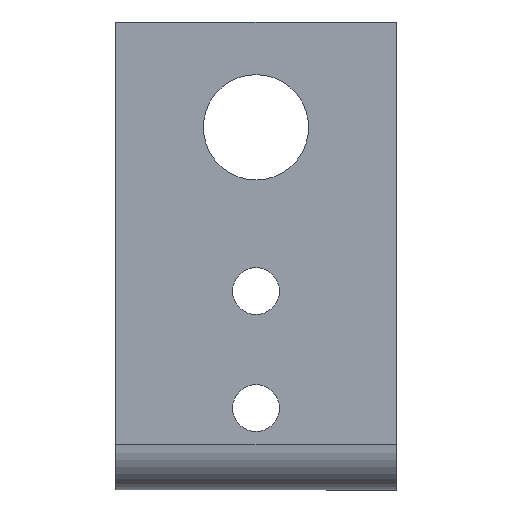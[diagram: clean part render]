
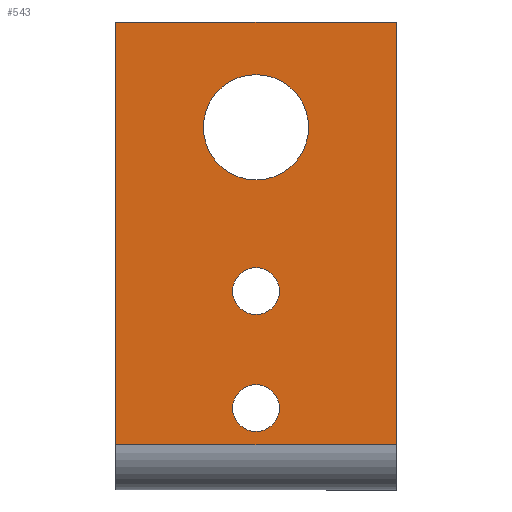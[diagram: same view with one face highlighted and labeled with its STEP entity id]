
A CAD part, left-side view. The second image highlights one B-rep face of the part: STEP entity #543.
In plain terms, the highlighted planar face has unit normal (-1, 0, 0).
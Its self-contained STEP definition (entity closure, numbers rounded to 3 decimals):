
#16 = CARTESIAN_POINT ( 'NONE',  ( 0., 12., 0.737 ) ) ;
#27 = DIRECTION ( 'NONE',  ( 0., 0., -1. ) ) ;
#33 = DIRECTION ( 'NONE',  ( 1., 0., 0. ) ) ;
#38 = EDGE_LOOP ( 'NONE', ( #394, #961 ) ) ;
#52 = EDGE_LOOP ( 'NONE', ( #279, #338 ) ) ;
#59 = AXIS2_PLACEMENT_3D ( 'NONE', #419, #322, #786 ) ;
#73 = CARTESIAN_POINT ( 'NONE',  ( 0., 6., 16.55 ) ) ;
#80 = AXIS2_PLACEMENT_3D ( 'NONE', #1107, #217, #967 ) ;
#102 = DIRECTION ( 'NONE',  ( 0., 0., -1. ) ) ;
#110 = CARTESIAN_POINT ( 'NONE',  ( 0., 0., 18.8 ) ) ;
#118 = ORIENTED_EDGE ( 'NONE', *, *, #663, .F. ) ;
#130 = DIRECTION ( 'NONE',  ( 0., 0., 1. ) ) ;
#147 = CARTESIAN_POINT ( 'NONE',  ( 0., 6., 12.05 ) ) ;
#175 = CIRCLE ( 'NONE', #970, 1. ) ;
#192 = DIRECTION ( 'NONE',  ( 1., 0., 0. ) ) ;
#195 = CARTESIAN_POINT ( 'NONE',  ( 0., 6., 8.3 ) ) ;
#207 = ORIENTED_EDGE ( 'NONE', *, *, #1061, .T. ) ;
#217 = DIRECTION ( 'NONE',  ( 1., 0., 0. ) ) ;
#221 = VERTEX_POINT ( 'NONE', #147 ) ;
#230 = ORIENTED_EDGE ( 'NONE', *, *, #1114, .T. ) ;
#256 = FACE_OUTER_BOUND ( 'NONE', #483, .T. ) ;
#267 = CARTESIAN_POINT ( 'NONE',  ( 0., 6., 2.3 ) ) ;
#279 = ORIENTED_EDGE ( 'NONE', *, *, #1078, .T. ) ;
#306 = VERTEX_POINT ( 'NONE', #534 ) ;
#307 = CARTESIAN_POINT ( 'NONE',  ( 0., 6., 6.3 ) ) ;
#310 = VERTEX_POINT ( 'NONE', #736 ) ;
#319 = DIRECTION ( 'NONE',  ( 0., 0., -1. ) ) ;
#322 = DIRECTION ( 'NONE',  ( 1., 0., 0. ) ) ;
#338 = ORIENTED_EDGE ( 'NONE', *, *, #439, .T. ) ;
#372 = CARTESIAN_POINT ( 'NONE',  ( 0., 6., 14.3 ) ) ;
#380 = VERTEX_POINT ( 'NONE', #463 ) ;
#382 = EDGE_CURVE ( 'NONE', #310, #380, #919, .T. ) ;
#394 = ORIENTED_EDGE ( 'NONE', *, *, #382, .T. ) ;
#410 = AXIS2_PLACEMENT_3D ( 'NONE', #938, #33, #1111 ) ;
#419 = CARTESIAN_POINT ( 'NONE',  ( 0., 6., 2.3 ) ) ;
#438 = AXIS2_PLACEMENT_3D ( 'NONE', #372, #1090, #102 ) ;
#439 = EDGE_CURVE ( 'NONE', #672, #221, #553, .T. ) ;
#452 = CIRCLE ( 'NONE', #59, 1. ) ;
#463 = CARTESIAN_POINT ( 'NONE',  ( 0., 6., 3.3 ) ) ;
#468 = EDGE_CURVE ( 'NONE', #306, #793, #517, .T. ) ;
#473 = VERTEX_POINT ( 'NONE', #307 ) ;
#480 = EDGE_LOOP ( 'NONE', ( #704, #207 ) ) ;
#483 = EDGE_LOOP ( 'NONE', ( #118, #230, #593, #771 ) ) ;
#499 = FACE_BOUND ( 'NONE', #52, .T. ) ;
#517 = LINE ( 'NONE', #110, #536 ) ;
#526 = AXIS2_PLACEMENT_3D ( 'NONE', #267, #192, #908 ) ;
#534 = CARTESIAN_POINT ( 'NONE',  ( 0., 0., 18.8 ) ) ;
#536 = VECTOR ( 'NONE', #1126, 1000. ) ;
#543 = ADVANCED_FACE ( 'NONE', ( #855, #1062, #499, #256 ), #670, .F. ) ;
#545 = VECTOR ( 'NONE', #319, 1000. ) ;
#553 = CIRCLE ( 'NONE', #438, 2.25 ) ;
#577 = VERTEX_POINT ( 'NONE', #759 ) ;
#593 = ORIENTED_EDGE ( 'NONE', *, *, #468, .T. ) ;
#638 = VECTOR ( 'NONE', #734, 1000. ) ;
#648 = LINE ( 'NONE', #866, #1123 ) ;
#653 = AXIS2_PLACEMENT_3D ( 'NONE', #925, #1110, #27 ) ;
#663 = EDGE_CURVE ( 'NONE', #577, #761, #993, .T. ) ;
#670 = PLANE ( 'NONE',  #410 ) ;
#672 = VERTEX_POINT ( 'NONE', #73 ) ;
#704 = ORIENTED_EDGE ( 'NONE', *, *, #722, .T. ) ;
#722 = EDGE_CURVE ( 'NONE', #473, #1051, #175, .T. ) ;
#734 = DIRECTION ( 'NONE',  ( 0., 1., 0. ) ) ;
#736 = CARTESIAN_POINT ( 'NONE',  ( 0., 6., 1.3 ) ) ;
#759 = CARTESIAN_POINT ( 'NONE',  ( 0., 0., 0.737 ) ) ;
#761 = VERTEX_POINT ( 'NONE', #16 ) ;
#764 = LINE ( 'NONE', #944, #545 ) ;
#771 = ORIENTED_EDGE ( 'NONE', *, *, #1163, .T. ) ;
#775 = CIRCLE ( 'NONE', #80, 2.25 ) ;
#786 = DIRECTION ( 'NONE',  ( 0., 0., -1. ) ) ;
#793 = VERTEX_POINT ( 'NONE', #1018 ) ;
#818 = DIRECTION ( 'NONE',  ( 1., 0., 0. ) ) ;
#855 = FACE_BOUND ( 'NONE', #480, .T. ) ;
#866 = CARTESIAN_POINT ( 'NONE',  ( 0., 0., 0. ) ) ;
#879 = EDGE_CURVE ( 'NONE', #380, #310, #452, .T. ) ;
#895 = CARTESIAN_POINT ( 'NONE',  ( 0., 6., 7.3 ) ) ;
#908 = DIRECTION ( 'NONE',  ( 0., 0., -1. ) ) ;
#919 = CIRCLE ( 'NONE', #526, 1. ) ;
#925 = CARTESIAN_POINT ( 'NONE',  ( 0., 6., 7.3 ) ) ;
#938 = CARTESIAN_POINT ( 'NONE',  ( 0., 0., 0. ) ) ;
#944 = CARTESIAN_POINT ( 'NONE',  ( 0., 12., 0. ) ) ;
#961 = ORIENTED_EDGE ( 'NONE', *, *, #879, .T. ) ;
#967 = DIRECTION ( 'NONE',  ( 0., 0., -1. ) ) ;
#970 = AXIS2_PLACEMENT_3D ( 'NONE', #895, #818, #990 ) ;
#990 = DIRECTION ( 'NONE',  ( 0., 0., -1. ) ) ;
#993 = LINE ( 'NONE', #1004, #638 ) ;
#1004 = CARTESIAN_POINT ( 'NONE',  ( 0., 12., 0.737 ) ) ;
#1018 = CARTESIAN_POINT ( 'NONE',  ( 0., 12., 18.8 ) ) ;
#1051 = VERTEX_POINT ( 'NONE', #195 ) ;
#1061 = EDGE_CURVE ( 'NONE', #1051, #473, #1063, .T. ) ;
#1062 = FACE_BOUND ( 'NONE', #38, .T. ) ;
#1063 = CIRCLE ( 'NONE', #653, 1. ) ;
#1078 = EDGE_CURVE ( 'NONE', #221, #672, #775, .T. ) ;
#1090 = DIRECTION ( 'NONE',  ( 1., 0., 0. ) ) ;
#1107 = CARTESIAN_POINT ( 'NONE',  ( 0., 6., 14.3 ) ) ;
#1110 = DIRECTION ( 'NONE',  ( 1., 0., 0. ) ) ;
#1111 = DIRECTION ( 'NONE',  ( 0., 0., -1. ) ) ;
#1114 = EDGE_CURVE ( 'NONE', #577, #306, #648, .T. ) ;
#1123 = VECTOR ( 'NONE', #130, 1000. ) ;
#1126 = DIRECTION ( 'NONE',  ( 0., 1., 0. ) ) ;
#1163 = EDGE_CURVE ( 'NONE', #793, #761, #764, .T. ) ;
